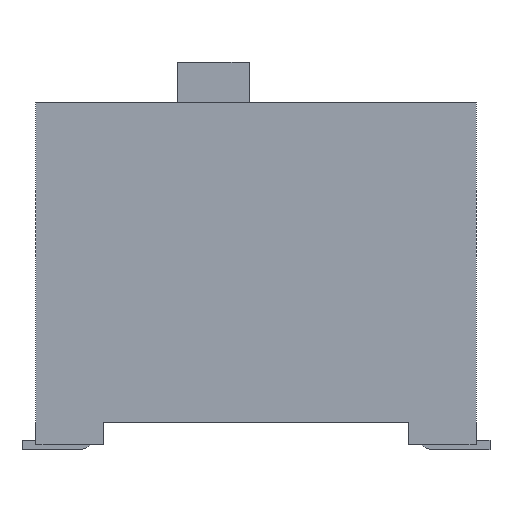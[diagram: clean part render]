
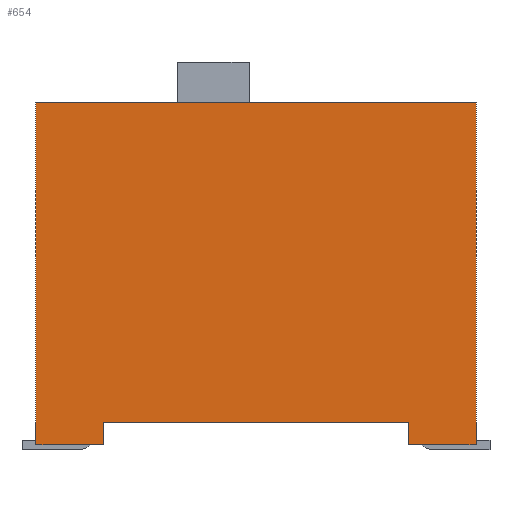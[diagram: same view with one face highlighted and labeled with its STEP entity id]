
A CAD part, left-side view. The second image highlights one B-rep face of the part: STEP entity #654.
In plain terms, the highlighted planar face has unit normal (-1, 0, 0).
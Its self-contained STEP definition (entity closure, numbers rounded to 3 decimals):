
#13=DIRECTION('',(0.,0.,1.));
#34=VECTOR('',#13,1.);
#56=CARTESIAN_POINT('',(-9.98,-4.89,0.1));
#58=DIRECTION('',(1.,0.,0.));
#119=VECTOR('',#120,1.);
#120=DIRECTION('',(0.,-1.,0.));
#123=VERTEX_POINT('',#124);
#124=CARTESIAN_POINT('',(-9.98,-3.39,0.6));
#127=ORIENTED_EDGE('',*,*,#128,.F.);
#128=EDGE_CURVE('',#129,#123,#131,.T.);
#129=VERTEX_POINT('',#130);
#130=CARTESIAN_POINT('',(-9.98,3.39,0.6));
#131=LINE('',#132,#119);
#132=CARTESIAN_POINT('',(-9.98,2.445,0.6));
#523=VERTEX_POINT('',#56);
#527=EDGE_CURVE('',#523,#528,#530,.T.);
#528=VERTEX_POINT('',#529);
#529=CARTESIAN_POINT('',(-9.98,-4.89,7.7));
#530=LINE('',#56,#34);
#605=VERTEX_POINT('',#606);
#606=CARTESIAN_POINT('',(-9.98,4.89,7.7));
#609=EDGE_CURVE('',#610,#605,#612,.T.);
#610=VERTEX_POINT('',#611);
#611=CARTESIAN_POINT('',(-9.98,4.89,0.1));
#612=LINE('',#611,#34);
#634=VECTOR('',#635,1.);
#635=DIRECTION('',(0.,0.,-1.));
#643=VERTEX_POINT('',#644);
#644=CARTESIAN_POINT('',(-9.98,3.39,0.1));
#649=ORIENTED_EDGE('',*,*,#650,.T.);
#650=EDGE_CURVE('',#129,#643,#651,.T.);
#651=LINE('',#644,#634);
#654=ADVANCED_FACE('',(#655),#672,.F.);
#655=FACE_BOUND('',#656,.F.);
#656=EDGE_LOOP('',(#657,#660,#661,#664,#665,#669,#127,#649));
#657=ORIENTED_EDGE('',*,*,#658,.F.);
#658=EDGE_CURVE('',#610,#643,#659,.T.);
#659=LINE('',#611,#119);
#660=ORIENTED_EDGE('',*,*,#609,.T.);
#661=ORIENTED_EDGE('',*,*,#662,.T.);
#662=EDGE_CURVE('',#605,#528,#663,.T.);
#663=LINE('',#606,#119);
#664=ORIENTED_EDGE('',*,*,#527,.F.);
#665=ORIENTED_EDGE('',*,*,#666,.F.);
#666=EDGE_CURVE('',#667,#523,#659,.T.);
#667=VERTEX_POINT('',#668);
#668=CARTESIAN_POINT('',(-9.98,-3.39,0.1));
#669=ORIENTED_EDGE('',*,*,#670,.T.);
#670=EDGE_CURVE('',#667,#123,#671,.T.);
#671=LINE('',#668,#34);
#672=PLANE('',#673);
#673=AXIS2_PLACEMENT_3D('',#611,#58,#120);
